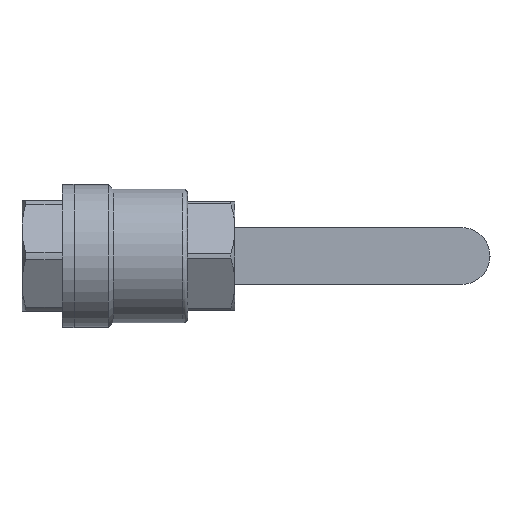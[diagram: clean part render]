
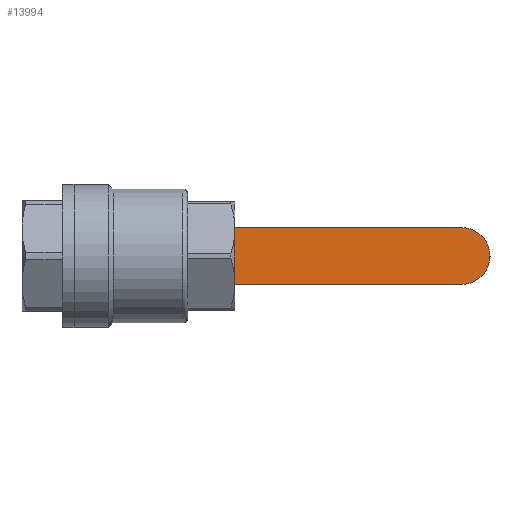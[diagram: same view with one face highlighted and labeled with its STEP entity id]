
A CAD part, left-side view. The second image highlights one B-rep face of the part: STEP entity #13994.
In plain terms, the highlighted planar face has unit normal (-1, 0, 0).
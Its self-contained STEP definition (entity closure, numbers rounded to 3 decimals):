
#558 = ORIENTED_EDGE ( 'NONE', *, *, #11291, .F. ) ;
#939 = AXIS2_PLACEMENT_3D ( 'NONE', #29425, #23483, #14843 ) ;
#2423 = EDGE_CURVE ( 'NONE', #10923, #31605, #25752, .T. ) ;
#2908 = ORIENTED_EDGE ( 'NONE', *, *, #2423, .F. ) ;
#4093 = CARTESIAN_POINT ( 'NONE',  ( 73.9, -39.571, 12. ) ) ;
#5158 = VECTOR ( 'NONE', #9222, 1000. ) ;
#6438 = CARTESIAN_POINT ( 'NONE',  ( 73.9, -39.571, -12. ) ) ;
#9222 = DIRECTION ( 'NONE',  ( 0., 1., 0. ) ) ;
#10923 = VERTEX_POINT ( 'NONE', #16322 ) ;
#11237 = VECTOR ( 'NONE', #15788, 1000. ) ;
#11291 = EDGE_CURVE ( 'NONE', #22660, #16382, #34402, .T. ) ;
#13480 = LINE ( 'NONE', #4093, #11237 ) ;
#13994 = ADVANCED_FACE ( 'NONE', ( #27106 ), #26550, .F. ) ;
#14843 = DIRECTION ( 'NONE',  ( 0., 1., 0. ) ) ;
#15108 = DIRECTION ( 'NONE',  ( 1., 0., 0. ) ) ;
#15788 = DIRECTION ( 'NONE',  ( 0., 0., 1. ) ) ;
#16322 = CARTESIAN_POINT ( 'NONE',  ( 73.9, -39.571, 12. ) ) ;
#16382 = VERTEX_POINT ( 'NONE', #25205 ) ;
#20684 = CIRCLE ( 'NONE', #28627, 12. ) ;
#20732 = LINE ( 'NONE', #32417, #5158 ) ;
#20733 = CARTESIAN_POINT ( 'NONE',  ( 73.9, -141.5, 0. ) ) ;
#22382 = ORIENTED_EDGE ( 'NONE', *, *, #30088, .F. ) ;
#22660 = VERTEX_POINT ( 'NONE', #25673 ) ;
#23483 = DIRECTION ( 'NONE',  ( 1., 0., 0. ) ) ;
#23787 = EDGE_CURVE ( 'NONE', #31605, #22660, #20684, .T. ) ;
#24162 = EDGE_LOOP ( 'NONE', ( #2908, #37099, #22382, #558, #32960 ) ) ;
#25205 = CARTESIAN_POINT ( 'NONE',  ( 73.9, -141.5, -12. ) ) ;
#25580 = EDGE_CURVE ( 'NONE', #37157, #10923, #13480, .T. ) ;
#25664 = VECTOR ( 'NONE', #31698, 1000. ) ;
#25673 = CARTESIAN_POINT ( 'NONE',  ( 73.9, -153.5, 0. ) ) ;
#25752 = LINE ( 'NONE', #34382, #25664 ) ;
#26550 = PLANE ( 'NONE',  #939 ) ;
#26816 = DIRECTION ( 'NONE',  ( 0., -1., 0. ) ) ;
#27106 = FACE_OUTER_BOUND ( 'NONE', #24162, .T. ) ;
#28627 = AXIS2_PLACEMENT_3D ( 'NONE', #36007, #15108, #26816 ) ;
#29425 = CARTESIAN_POINT ( 'NONE',  ( 73.9, -39.571, 12. ) ) ;
#30088 = EDGE_CURVE ( 'NONE', #16382, #37157, #20732, .T. ) ;
#30738 = AXIS2_PLACEMENT_3D ( 'NONE', #20733, #32229, #37614 ) ;
#31605 = VERTEX_POINT ( 'NONE', #34978 ) ;
#31698 = DIRECTION ( 'NONE',  ( 0., -1., 0. ) ) ;
#32229 = DIRECTION ( 'NONE',  ( 1., 0., 0. ) ) ;
#32417 = CARTESIAN_POINT ( 'NONE',  ( 73.9, -39.571, -12. ) ) ;
#32960 = ORIENTED_EDGE ( 'NONE', *, *, #23787, .F. ) ;
#34382 = CARTESIAN_POINT ( 'NONE',  ( 73.9, -39.571, 12. ) ) ;
#34402 = CIRCLE ( 'NONE', #30738, 12. ) ;
#34978 = CARTESIAN_POINT ( 'NONE',  ( 73.9, -141.5, 12. ) ) ;
#36007 = CARTESIAN_POINT ( 'NONE',  ( 73.9, -141.5, 0. ) ) ;
#37099 = ORIENTED_EDGE ( 'NONE', *, *, #25580, .F. ) ;
#37157 = VERTEX_POINT ( 'NONE', #6438 ) ;
#37614 = DIRECTION ( 'NONE',  ( 0., -1., 0. ) ) ;
